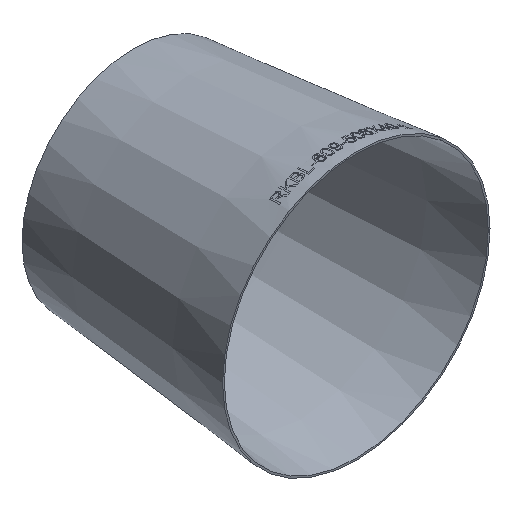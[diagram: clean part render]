
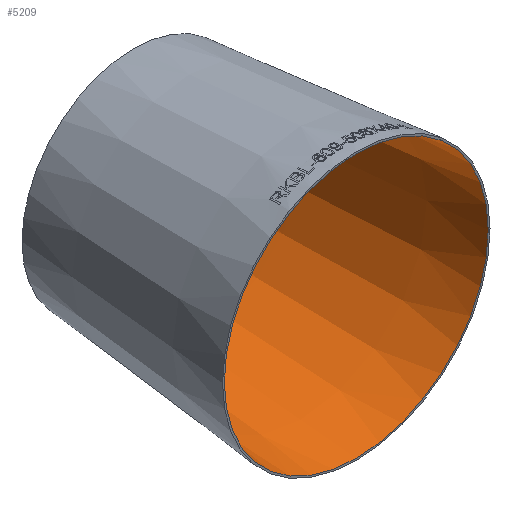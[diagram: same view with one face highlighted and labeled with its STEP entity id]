
A CAD part, isometric view. The second image highlights one B-rep face of the part: STEP entity #5209.
In plain terms, the highlighted conical face has half-angle 5.711 degrees and reference radius 300.78 mm.
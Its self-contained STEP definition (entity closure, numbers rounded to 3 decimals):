
#2745 = DIRECTION ( 'NONE',  ( 0., 0., -1. ) ) ;
#5006 = AXIS2_PLACEMENT_3D ( 'NONE', #51976, #47985, #23867 ) ;
#5180 = EDGE_LOOP ( 'NONE', ( #18055 ) ) ;
#5209 = ADVANCED_FACE ( 'NONE', ( #11523, #15503 ), #49761, .F. ) ;
#7529 = DIRECTION ( 'NONE',  ( 0., -1., 0. ) ) ;
#11523 = FACE_BOUND ( 'NONE', #5180, .T. ) ;
#12046 = EDGE_CURVE ( 'NONE', #36637, #36637, #18546, .T. ) ;
#15503 = FACE_OUTER_BOUND ( 'NONE', #41598, .T. ) ;
#18055 = ORIENTED_EDGE ( 'NONE', *, *, #12046, .F. ) ;
#18546 = CIRCLE ( 'NONE', #5006, 249.98 ) ;
#19449 = CARTESIAN_POINT ( 'NONE',  ( 0., 0., 0. ) ) ;
#19509 = CIRCLE ( 'NONE', #33055, 300.78 ) ;
#20401 = ORIENTED_EDGE ( 'NONE', *, *, #39536, .T. ) ;
#23867 = DIRECTION ( 'NONE',  ( 0., 0., -1. ) ) ;
#25531 = DIRECTION ( 'NONE',  ( 0., -1., 0. ) ) ;
#26889 = AXIS2_PLACEMENT_3D ( 'NONE', #19449, #7529, #2745 ) ;
#28144 = VERTEX_POINT ( 'NONE', #48035 ) ;
#33055 = AXIS2_PLACEMENT_3D ( 'NONE', #45681, #25531, #37709 ) ;
#36637 = VERTEX_POINT ( 'NONE', #40879 ) ;
#37709 = DIRECTION ( 'NONE',  ( 0., 0., -1. ) ) ;
#39536 = EDGE_CURVE ( 'NONE', #28144, #28144, #19509, .T. ) ;
#40879 = CARTESIAN_POINT ( 'NONE',  ( 0., 508., -249.98 ) ) ;
#41598 = EDGE_LOOP ( 'NONE', ( #20401 ) ) ;
#45681 = CARTESIAN_POINT ( 'NONE',  ( 0., 0., 0. ) ) ;
#47985 = DIRECTION ( 'NONE',  ( 0., -1., 0. ) ) ;
#48035 = CARTESIAN_POINT ( 'NONE',  ( 0., 0., -300.78 ) ) ;
#49761 = CONICAL_SURFACE ( 'NONE', #26889, 300.78, 0.1 ) ;
#51976 = CARTESIAN_POINT ( 'NONE',  ( 0., 508., 0. ) ) ;
